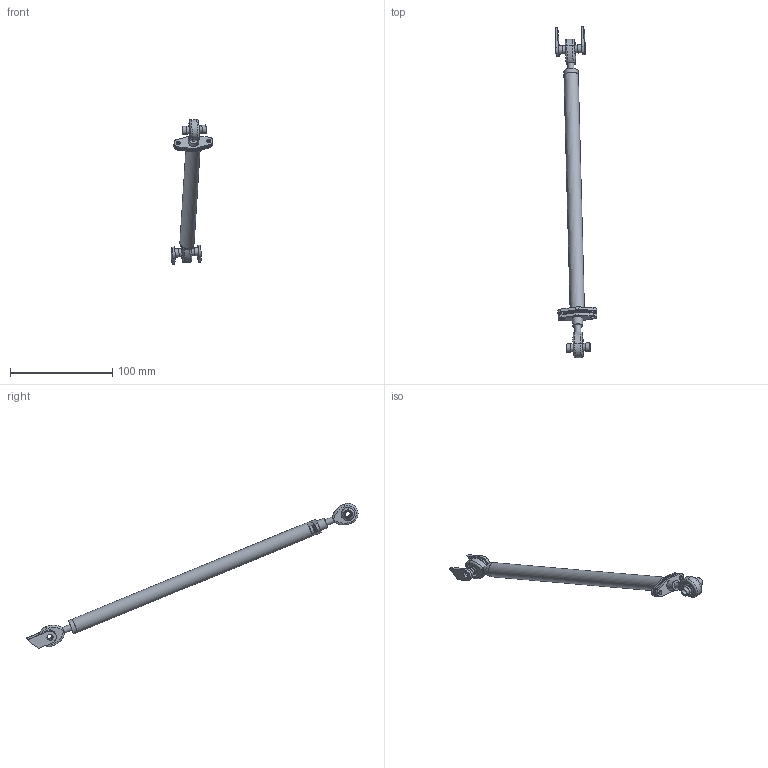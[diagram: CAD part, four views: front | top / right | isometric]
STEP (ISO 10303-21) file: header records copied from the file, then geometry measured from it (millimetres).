
FILE_DESCRIPTION(/* description */ (''),/* implementation_level */ '2;1');
FILE_NAME(/* name */ 'PR_FR.stp',/* time_stamp */ '2019-02-11T21:28:27+08:00',/* author */ ('Administrator'),/* organization */ (''),/* preprocessor_version */ 'ST-DEVELOPER v17',/* originating_system */ 'Autodesk Inventor 2019',/* authorisation */ '');
FILE_SCHEMA (('AUTOMOTIVE_DESIGN { 1 0 10303 214 3 1 1 }'));
Length unit declared in the file: millimetre
Products named in the file (9): Product1.1.5; preiod.3; tube_connect; Part2; Part1.4; Part2.1; Symmetry of Part1.2.6_1; Part1.2.5; zuixingdianpian.1
Assembly tree (15 placements, depth 2):
  Product1.1.5
    preiod.3
    tube_connect
    Part2
    Part1.4  x3
    Part2.1
    Symmetry of Part1.2.6_1  x2
    Part1.2.5  x2
    zuixingdianpian.1  x4
Bounding box: 40.82 x 324.14 x 141.83 mm (x, y, z)
Volume: 27917.9 mm3; surface area: 32684.4 mm2
Topology: 15 solids, 15 shells, 175 faces, 443 edges, 306 vertices
Faces by surface type: plane 80, cylinder 67, bspline 20, torus 4, cone 4
Full cylindrical faces by diameter (mm): 4 x7, 4.917 x2, 6 x10, 8 x5, 10 x1, 11 x3, 12 x3, 13 x4, 14 x2
Entity records: 4634 total; most frequent: CARTESIAN_POINT 1844, DIRECTION 553, ORIENTED_EDGE 466, EDGE_CURVE 233, AXIS2_PLACEMENT_3D 227, VERTEX_POINT 160, EDGE_LOOP 125, CIRCLE 118
